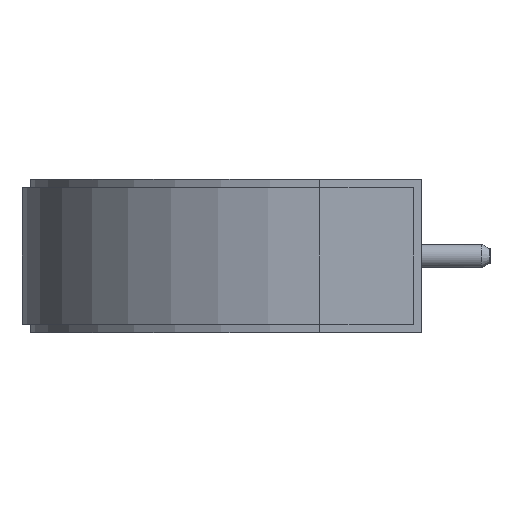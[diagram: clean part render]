
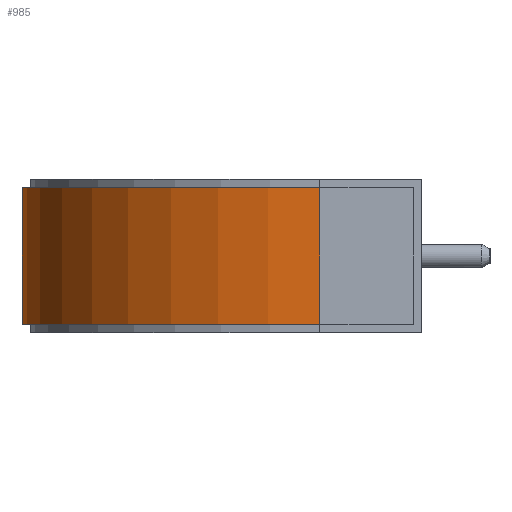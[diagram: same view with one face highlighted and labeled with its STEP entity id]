
A CAD part, left-side view. The second image highlights one B-rep face of the part: STEP entity #985.
In plain terms, the highlighted cylindrical face has radius 35 mm (diameter 70 mm), a partial arc.
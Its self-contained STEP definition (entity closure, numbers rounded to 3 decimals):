
#28=CYLINDRICAL_SURFACE('',#1084,35.);
#53=FACE_OUTER_BOUND('',#105,.T.);
#105=EDGE_LOOP('',(#725,#726,#727,#728));
#169=CIRCLE('',#1085,35.);
#170=CIRCLE('',#1086,35.);
#231=LINE('',#1632,#333);
#232=LINE('',#1635,#334);
#333=VECTOR('',#1264,1000.);
#334=VECTOR('',#1267,1000.);
#455=VERTEX_POINT('',#1628);
#456=VERTEX_POINT('',#1629);
#457=VERTEX_POINT('',#1631);
#458=VERTEX_POINT('',#1633);
#565=EDGE_CURVE('',#455,#456,#169,.T.);
#566=EDGE_CURVE('',#457,#456,#231,.T.);
#567=EDGE_CURVE('',#458,#457,#170,.T.);
#568=EDGE_CURVE('',#458,#455,#232,.T.);
#725=ORIENTED_EDGE('',*,*,#565,.T.);
#726=ORIENTED_EDGE('',*,*,#566,.F.);
#727=ORIENTED_EDGE('',*,*,#567,.F.);
#728=ORIENTED_EDGE('',*,*,#568,.T.);
#985=ADVANCED_FACE('',(#53),#28,.T.);
#1084=AXIS2_PLACEMENT_3D('',#1627,#1260,#1261);
#1085=AXIS2_PLACEMENT_3D('',#1630,#1262,#1263);
#1086=AXIS2_PLACEMENT_3D('',#1634,#1265,#1266);
#1260=DIRECTION('center_axis',(0.,0.,-1.));
#1261=DIRECTION('ref_axis',(-1.,0.,0.));
#1262=DIRECTION('center_axis',(0.,0.,-1.));
#1263=DIRECTION('ref_axis',(-1.,0.,0.));
#1264=DIRECTION('',(0.,0.,1.));
#1265=DIRECTION('center_axis',(0.,0.,-1.));
#1266=DIRECTION('ref_axis',(-1.,0.,0.));
#1267=DIRECTION('',(0.,0.,1.));
#1627=CARTESIAN_POINT('Origin',(35.,12.,-5.));
#1628=CARTESIAN_POINT('',(0.,12.,8.));
#1629=CARTESIAN_POINT('',(35.,47.,8.));
#1630=CARTESIAN_POINT('Origin',(35.,12.,8.));
#1631=CARTESIAN_POINT('',(35.,47.,-8.));
#1632=CARTESIAN_POINT('',(35.,47.,-8.));
#1633=CARTESIAN_POINT('',(0.,12.,-8.));
#1634=CARTESIAN_POINT('Origin',(35.,12.,-8.));
#1635=CARTESIAN_POINT('',(0.,12.,-8.));
